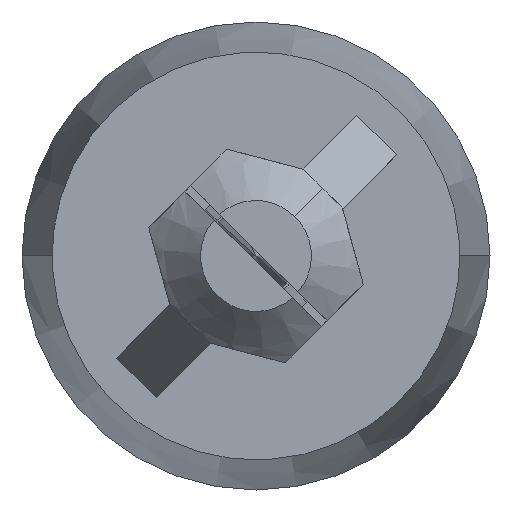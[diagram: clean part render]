
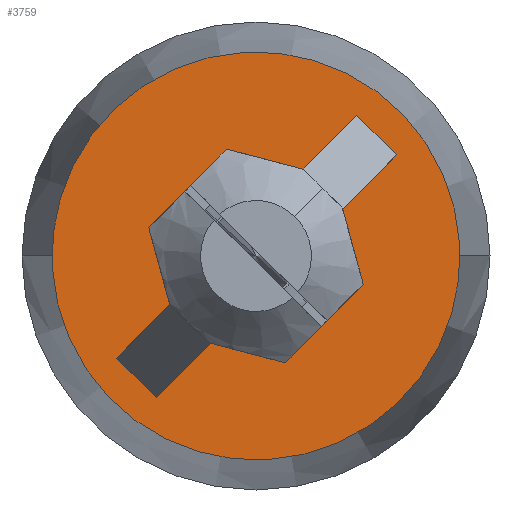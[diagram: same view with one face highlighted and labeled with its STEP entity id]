
A CAD part, front view. The second image highlights one B-rep face of the part: STEP entity #3759.
In plain terms, the highlighted planar face has unit normal (0, -1, 0).
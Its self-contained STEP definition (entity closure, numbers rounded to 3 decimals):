
#590 = CIRCLE ( 'NONE', #6739, 8.5 ) ;
#602 = EDGE_CURVE ( 'NONE', #2604, #1426, #1590, .T. ) ;
#665 = CIRCLE ( 'NONE', #2165, 3.25 ) ;
#1342 = CARTESIAN_POINT ( 'NONE',  ( -3.609, -3.061, 20.254 ) ) ;
#1426 = VERTEX_POINT ( 'NONE', #3054 ) ;
#1590 = CIRCLE ( 'NONE', #6410, 8.5 ) ;
#2084 = CARTESIAN_POINT ( 'NONE',  ( -1.81, -3.061, 17.547 ) ) ;
#2118 = DIRECTION ( 'NONE',  ( 0., 1., 0. ) ) ;
#2165 = AXIS2_PLACEMENT_3D ( 'NONE', #5894, #2118, #7758 ) ;
#2471 = ORIENTED_EDGE ( 'NONE', *, *, #5741, .T. ) ;
#2604 = VERTEX_POINT ( 'NONE', #7439 ) ;
#2854 = DIRECTION ( 'NONE',  ( 0., -1., 0. ) ) ;
#3054 = CARTESIAN_POINT ( 'NONE',  ( -6.514, -3.061, 24.627 ) ) ;
#3182 = DIRECTION ( 'NONE',  ( 0., -1., 0. ) ) ;
#3215 = VERTEX_POINT ( 'NONE', #3467 ) ;
#3307 = FACE_OUTER_BOUND ( 'NONE', #4573, .T. ) ;
#3467 = CARTESIAN_POINT ( 'NONE',  ( -0.011, -3.061, 14.84 ) ) ;
#3722 = DIRECTION ( 'NONE',  ( 0., 1., 0. ) ) ;
#3759 = ADVANCED_FACE ( 'NONE', ( #6177, #3307 ), #4523, .T. ) ;
#4115 = EDGE_CURVE ( 'NONE', #1426, #2604, #590, .T. ) ;
#4523 = PLANE ( 'NONE',  #7953 ) ;
#4573 = EDGE_LOOP ( 'NONE', ( #5146, #6955 ) ) ;
#4579 = DIRECTION ( 'NONE',  ( 0.553, 0., -0.833 ) ) ;
#4652 = CIRCLE ( 'NONE', #6060, 3.25 ) ;
#4730 = DIRECTION ( 'NONE',  ( -0.553, 0., 0.833 ) ) ;
#5046 = CARTESIAN_POINT ( 'NONE',  ( -1.81, -3.061, 17.547 ) ) ;
#5146 = ORIENTED_EDGE ( 'NONE', *, *, #4115, .T. ) ;
#5703 = DIRECTION ( 'NONE',  ( -0.553, 0., 0.833 ) ) ;
#5741 = EDGE_CURVE ( 'NONE', #3215, #7729, #665, .T. ) ;
#5894 = CARTESIAN_POINT ( 'NONE',  ( -1.81, -3.061, 17.547 ) ) ;
#6060 = AXIS2_PLACEMENT_3D ( 'NONE', #7477, #3722, #8071 ) ;
#6177 = FACE_BOUND ( 'NONE', #7277, .T. ) ;
#6410 = AXIS2_PLACEMENT_3D ( 'NONE', #7904, #2854, #4730 ) ;
#6516 = DIRECTION ( 'NONE',  ( 0., -1., 0. ) ) ;
#6739 = AXIS2_PLACEMENT_3D ( 'NONE', #5046, #3182, #5703 ) ;
#6955 = ORIENTED_EDGE ( 'NONE', *, *, #602, .T. ) ;
#6967 = ORIENTED_EDGE ( 'NONE', *, *, #7144, .T. ) ;
#7144 = EDGE_CURVE ( 'NONE', #7729, #3215, #4652, .T. ) ;
#7277 = EDGE_LOOP ( 'NONE', ( #6967, #2471 ) ) ;
#7439 = CARTESIAN_POINT ( 'NONE',  ( 2.895, -3.061, 10.468 ) ) ;
#7477 = CARTESIAN_POINT ( 'NONE',  ( -1.81, -3.061, 17.547 ) ) ;
#7729 = VERTEX_POINT ( 'NONE', #1342 ) ;
#7758 = DIRECTION ( 'NONE',  ( -0.553, 0., 0.833 ) ) ;
#7904 = CARTESIAN_POINT ( 'NONE',  ( -1.81, -3.061, 17.547 ) ) ;
#7953 = AXIS2_PLACEMENT_3D ( 'NONE', #2084, #6516, #4579 ) ;
#8071 = DIRECTION ( 'NONE',  ( -0.553, 0., 0.833 ) ) ;
